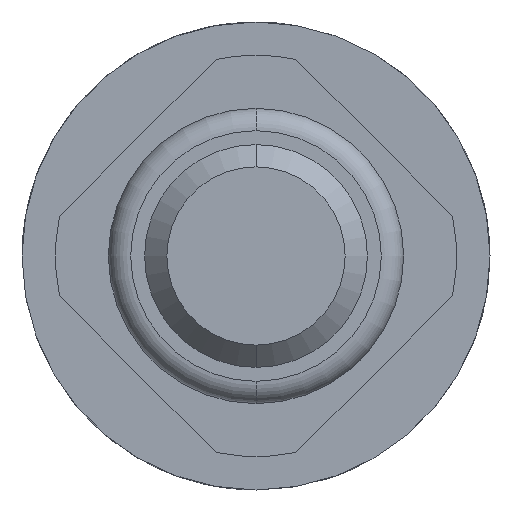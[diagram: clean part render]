
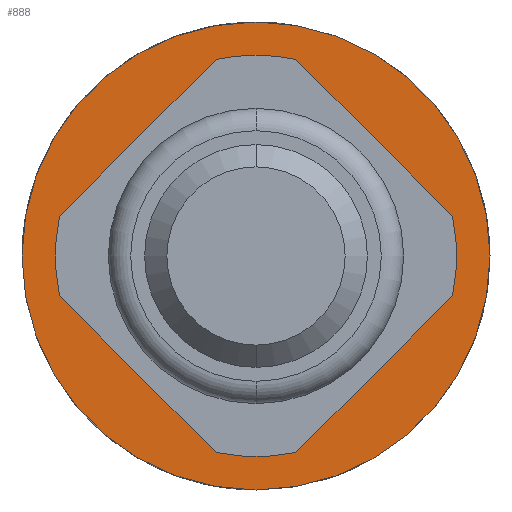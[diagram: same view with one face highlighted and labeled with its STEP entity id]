
A CAD part, front view. The second image highlights one B-rep face of the part: STEP entity #888.
In plain terms, the highlighted planar face has unit normal (0, -1, 0).
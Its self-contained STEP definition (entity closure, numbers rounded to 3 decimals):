
#89 = ORIENTED_EDGE ( 'NONE', *, *, #3029, .T. ) ;
#171 = EDGE_CURVE ( 'Defeature ausgef�hrt2_20+Defeature ausgef�hrt2_19+Defeature ausgef�hrt2_19+Defeature ausgef�hrt2_19', #1010, #3279, #1045, .T. ) ;
#196 = DIRECTION ( 'NONE',  ( 0., 1., 0. ) ) ;
#309 = DIRECTION ( 'NONE',  ( 0., 1., 0. ) ) ;
#698 = FACE_OUTER_BOUND ( 'NONE', #1521, .T. ) ;
#737 = DIRECTION ( 'NONE',  ( 0., 1., 0. ) ) ;
#818 = CARTESIAN_POINT ( 'NONE',  ( 0., 5.3, 2.1 ) ) ;
#823 = DIRECTION ( 'NONE',  ( 0., 0., 1. ) ) ;
#834 = VERTEX_POINT ( 'NONE', #2252 ) ;
#837 = PLANE ( 'NONE',  #4386 ) ;
#888 = ADVANCED_FACE ( 'Defeature ausgef�hrt2_20', ( #698, #4247 ), #837, .F. ) ;
#984 = CIRCLE ( 'NONE', #3242, 2.1 ) ;
#1010 = VERTEX_POINT ( 'NONE', #1647 ) ;
#1045 = CIRCLE ( 'NONE', #4133, 0.9 ) ;
#1314 = EDGE_CURVE ( 'Defeature ausgef�hrt2_21+Defeature ausgef�hrt2_20+Defeature ausgef�hrt2_20+Defeature ausgef�hrt2_20', #834, #2202, #3606, .T. ) ;
#1443 = CARTESIAN_POINT ( 'NONE',  ( 0., 5.3, 0. ) ) ;
#1521 = EDGE_LOOP ( 'NONE', ( #4634, #3372 ) ) ;
#1647 = CARTESIAN_POINT ( 'NONE',  ( 0., 5.3, 0.9 ) ) ;
#1975 = CARTESIAN_POINT ( 'NONE',  ( 0., 5.3, 0. ) ) ;
#2157 = DIRECTION ( 'NONE',  ( 0., 0., 1. ) ) ;
#2202 = VERTEX_POINT ( 'NONE', #818 ) ;
#2252 = CARTESIAN_POINT ( 'NONE',  ( 0., 5.3, -2.1 ) ) ;
#2407 = DIRECTION ( 'NONE',  ( 0., 1., 0. ) ) ;
#2485 = CARTESIAN_POINT ( 'NONE',  ( 0., 5.3, 0. ) ) ;
#2532 = DIRECTION ( 'NONE',  ( 0., 0., 1. ) ) ;
#2770 = CARTESIAN_POINT ( 'NONE',  ( 0., 5.3, 0. ) ) ;
#2830 = ORIENTED_EDGE ( 'NONE', *, *, #171, .T. ) ;
#2839 = EDGE_LOOP ( 'NONE', ( #2830, #89 ) ) ;
#3029 = EDGE_CURVE ( 'Defeature ausgef�hrt2_20+Defeature ausgef�hrt2_19+Defeature ausgef�hrt2_19+Defeature ausgef�hrt2_19', #3279, #1010, #4536, .T. ) ;
#3143 = AXIS2_PLACEMENT_3D ( 'NONE', #1975, #196, #4580 ) ;
#3242 = AXIS2_PLACEMENT_3D ( 'NONE', #1443, #737, #2532 ) ;
#3279 = VERTEX_POINT ( 'NONE', #3621 ) ;
#3372 = ORIENTED_EDGE ( 'NONE', *, *, #1314, .F. ) ;
#3395 = DIRECTION ( 'NONE',  ( 0., 1., 0. ) ) ;
#3495 = DIRECTION ( 'NONE',  ( 0., 0., 1. ) ) ;
#3511 = AXIS2_PLACEMENT_3D ( 'NONE', #2485, #309, #2157 ) ;
#3606 = CIRCLE ( 'NONE', #3143, 2.1 ) ;
#3621 = CARTESIAN_POINT ( 'NONE',  ( 0., 5.3, -0.9 ) ) ;
#3780 = EDGE_CURVE ( 'Defeature ausgef�hrt2_21+Defeature ausgef�hrt2_20+Defeature ausgef�hrt2_20+Defeature ausgef�hrt2_20', #2202, #834, #984, .T. ) ;
#4133 = AXIS2_PLACEMENT_3D ( 'NONE', #2770, #2407, #3495 ) ;
#4247 = FACE_BOUND ( 'NONE', #2839, .T. ) ;
#4386 = AXIS2_PLACEMENT_3D ( 'NONE', #4493, #3395, #823 ) ;
#4493 = CARTESIAN_POINT ( 'NONE',  ( 2.1, 5.3, 0. ) ) ;
#4536 = CIRCLE ( 'NONE', #3511, 0.9 ) ;
#4580 = DIRECTION ( 'NONE',  ( 0., 0., 1. ) ) ;
#4634 = ORIENTED_EDGE ( 'NONE', *, *, #3780, .F. ) ;
